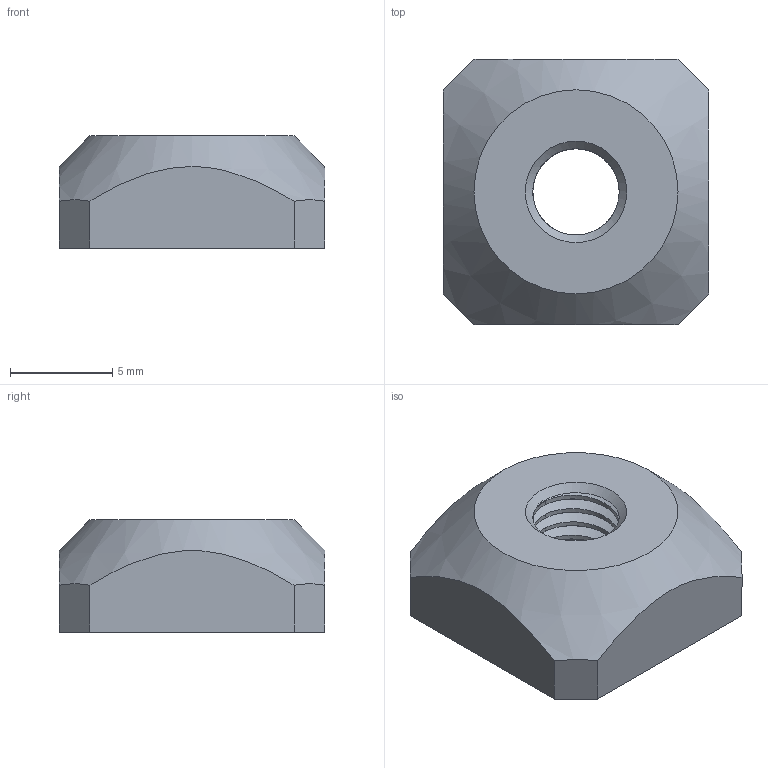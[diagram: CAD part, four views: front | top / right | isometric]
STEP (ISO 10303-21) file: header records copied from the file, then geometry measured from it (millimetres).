
FILE_DESCRIPTION(/* description */ (''),/* implementation_level */ '2;1');
FILE_NAME(/* name */ 'M5S-0 v3.step',/* time_stamp */ '2020-09-15T11:26:04-04:00',/* author */ (''),/* organization */ (''),/* preprocessor_version */ 'ST-DEVELOPER v18.1',/* originating_system */ 'Autodesk Translation Framework v9.3.0.1241',/* authorisation */ '');
FILE_SCHEMA (('AUTOMOTIVE_DESIGN { 1 0 10303 214 3 1 1 }'));
Length unit declared in the file: millimetre
Products named in the file (1): M5S-0
Bounding box: 13 x 13 x 5.5 mm (x, y, z)
Volume: 702.5 mm3; surface area: 615.7 mm2
Topology: 1 solids, 1 shells, 31 faces, 83 edges, 54 vertices
Faces by surface type: cylinder 14, plane 12, cone 3, bspline 2
Full cylindrical faces by diameter (mm): 4.234 x2, 5.12 x1
Entity records: 1997 total; most frequent: CARTESIAN_POINT 1263, ORIENTED_EDGE 166, DIRECTION 113, EDGE_CURVE 83, VERTEX_POINT 54, AXIS2_PLACEMENT_3D 41, EDGE_LOOP 33, B_SPLINE_CURVE_WITH_KNOTS 32
